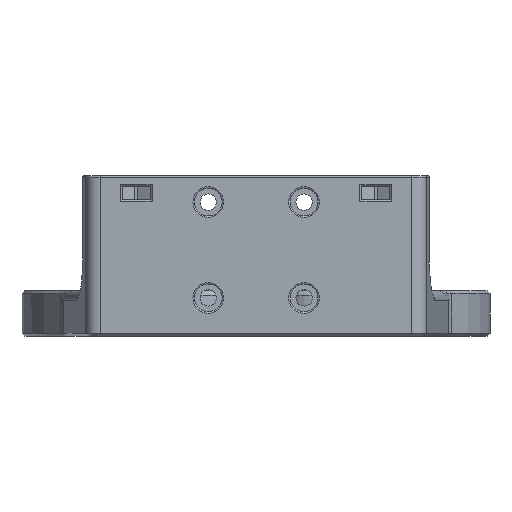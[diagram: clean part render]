
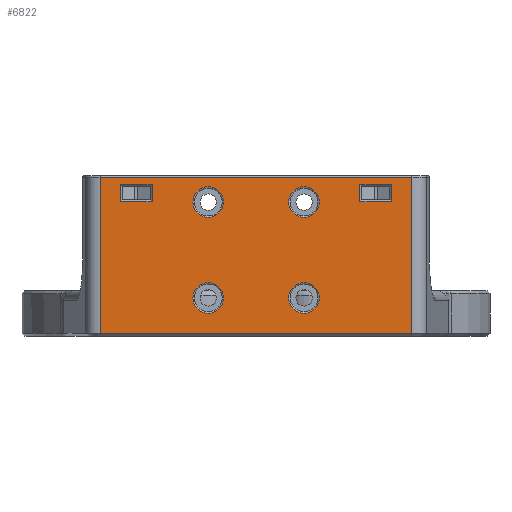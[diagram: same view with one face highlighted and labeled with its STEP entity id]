
A CAD part, front view. The second image highlights one B-rep face of the part: STEP entity #6822.
In plain terms, the highlighted planar face has unit normal (0, -1, 0).
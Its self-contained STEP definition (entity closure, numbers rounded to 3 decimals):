
#178=FACE_BOUND('',#981,.T.);
#179=FACE_BOUND('',#982,.T.);
#180=FACE_BOUND('',#983,.T.);
#181=FACE_BOUND('',#984,.T.);
#182=FACE_BOUND('',#985,.T.);
#183=FACE_BOUND('',#986,.T.);
#312=PLANE('',#7241);
#564=FACE_OUTER_BOUND('',#980,.T.);
#980=EDGE_LOOP('',(#5433,#5434,#5435,#5436));
#981=EDGE_LOOP('',(#5437,#5438,#5439,#5440));
#982=EDGE_LOOP('',(#5441));
#983=EDGE_LOOP('',(#5442));
#984=EDGE_LOOP('',(#5443));
#985=EDGE_LOOP('',(#5444));
#986=EDGE_LOOP('',(#5445,#5446,#5447,#5448));
#1241=CIRCLE('',#7242,3.2);
#1242=CIRCLE('',#7243,3.2);
#1243=CIRCLE('',#7244,3.2);
#1244=CIRCLE('',#7245,3.2);
#2068=LINE('',#12923,#2593);
#2071=LINE('',#12929,#2596);
#2074=LINE('',#12933,#2599);
#2075=LINE('',#12935,#2600);
#2076=LINE('',#12939,#2601);
#2077=LINE('',#12941,#2602);
#2078=LINE('',#12943,#2603);
#2079=LINE('',#12944,#2604);
#2080=LINE('',#12947,#2605);
#2081=LINE('',#12949,#2606);
#2082=LINE('',#12951,#2607);
#2083=LINE('',#12952,#2608);
#2593=VECTOR('',#8348,10.);
#2596=VECTOR('',#8353,10.);
#2599=VECTOR('',#8358,10.);
#2600=VECTOR('',#8361,10.);
#2601=VECTOR('',#8364,10.);
#2602=VECTOR('',#8365,10.);
#2603=VECTOR('',#8366,10.);
#2604=VECTOR('',#8367,10.);
#2605=VECTOR('',#8368,10.);
#2606=VECTOR('',#8369,10.);
#2607=VECTOR('',#8370,10.);
#2608=VECTOR('',#8371,10.);
#3192=VERTEX_POINT('',#12921);
#3193=VERTEX_POINT('',#12922);
#3194=VERTEX_POINT('',#12927);
#3195=VERTEX_POINT('',#12928);
#3196=VERTEX_POINT('',#12937);
#3197=VERTEX_POINT('',#12938);
#3198=VERTEX_POINT('',#12940);
#3199=VERTEX_POINT('',#12942);
#3200=VERTEX_POINT('',#12945);
#3201=VERTEX_POINT('',#12946);
#3202=VERTEX_POINT('',#12948);
#3203=VERTEX_POINT('',#12950);
#3204=VERTEX_POINT('',#12953);
#3205=VERTEX_POINT('',#12955);
#3206=VERTEX_POINT('',#12957);
#3207=VERTEX_POINT('',#12959);
#4040=EDGE_CURVE('',#3192,#3193,#2068,.T.);
#4043=EDGE_CURVE('',#3194,#3195,#2071,.T.);
#4046=EDGE_CURVE('',#3195,#3192,#2074,.T.);
#4047=EDGE_CURVE('',#3193,#3194,#2075,.T.);
#4048=EDGE_CURVE('',#3196,#3197,#2076,.T.);
#4049=EDGE_CURVE('',#3198,#3196,#2077,.T.);
#4050=EDGE_CURVE('',#3199,#3198,#2078,.T.);
#4051=EDGE_CURVE('',#3197,#3199,#2079,.T.);
#4052=EDGE_CURVE('',#3200,#3201,#2080,.T.);
#4053=EDGE_CURVE('',#3202,#3200,#2081,.T.);
#4054=EDGE_CURVE('',#3203,#3202,#2082,.T.);
#4055=EDGE_CURVE('',#3201,#3203,#2083,.T.);
#4056=EDGE_CURVE('',#3204,#3204,#1241,.T.);
#4057=EDGE_CURVE('',#3205,#3205,#1242,.T.);
#4058=EDGE_CURVE('',#3206,#3206,#1243,.T.);
#4059=EDGE_CURVE('',#3207,#3207,#1244,.T.);
#5433=ORIENTED_EDGE('',*,*,#4048,.F.);
#5434=ORIENTED_EDGE('',*,*,#4049,.F.);
#5435=ORIENTED_EDGE('',*,*,#4050,.F.);
#5436=ORIENTED_EDGE('',*,*,#4051,.F.);
#5437=ORIENTED_EDGE('',*,*,#4052,.F.);
#5438=ORIENTED_EDGE('',*,*,#4053,.F.);
#5439=ORIENTED_EDGE('',*,*,#4054,.F.);
#5440=ORIENTED_EDGE('',*,*,#4055,.F.);
#5441=ORIENTED_EDGE('',*,*,#4056,.F.);
#5442=ORIENTED_EDGE('',*,*,#4057,.F.);
#5443=ORIENTED_EDGE('',*,*,#4058,.F.);
#5444=ORIENTED_EDGE('',*,*,#4059,.F.);
#5445=ORIENTED_EDGE('',*,*,#4043,.F.);
#5446=ORIENTED_EDGE('',*,*,#4047,.F.);
#5447=ORIENTED_EDGE('',*,*,#4040,.F.);
#5448=ORIENTED_EDGE('',*,*,#4046,.F.);
#6822=ADVANCED_FACE('',(#564,#178,#179,#180,#181,#182,#183),#312,.T.);
#7241=AXIS2_PLACEMENT_3D('',#12936,#8362,#8363);
#7242=AXIS2_PLACEMENT_3D('',#12954,#8372,#8373);
#7243=AXIS2_PLACEMENT_3D('',#12956,#8374,#8375);
#7244=AXIS2_PLACEMENT_3D('',#12958,#8376,#8377);
#7245=AXIS2_PLACEMENT_3D('',#12960,#8378,#8379);
#8348=DIRECTION('',(0.,0.,-1.));
#8353=DIRECTION('',(0.,0.,1.));
#8358=DIRECTION('',(-1.,0.,0.));
#8361=DIRECTION('',(1.,0.,0.));
#8362=DIRECTION('center_axis',(0.,-1.,0.));
#8363=DIRECTION('ref_axis',(1.,0.,0.));
#8364=DIRECTION('',(-1.,0.,0.));
#8365=DIRECTION('',(0.,0.,-1.));
#8366=DIRECTION('',(1.,0.,0.));
#8367=DIRECTION('',(0.,0.,1.));
#8368=DIRECTION('',(-1.,0.,0.));
#8369=DIRECTION('',(0.,0.,1.));
#8370=DIRECTION('',(1.,0.,0.));
#8371=DIRECTION('',(0.,0.,-1.));
#8372=DIRECTION('center_axis',(0.,-1.,0.));
#8373=DIRECTION('ref_axis',(1.,0.,0.));
#8374=DIRECTION('center_axis',(0.,-1.,0.));
#8375=DIRECTION('ref_axis',(1.,0.,0.));
#8376=DIRECTION('center_axis',(0.,-1.,0.));
#8377=DIRECTION('ref_axis',(1.,0.,0.));
#8378=DIRECTION('center_axis',(0.,-1.,0.));
#8379=DIRECTION('ref_axis',(1.,0.,0.));
#12921=CARTESIAN_POINT('',(-28.325,-65.2,31.65));
#12922=CARTESIAN_POINT('',(-28.325,-65.2,28.1));
#12923=CARTESIAN_POINT('',(-28.325,-65.2,14.25));
#12927=CARTESIAN_POINT('',(-21.675,-65.2,28.1));
#12928=CARTESIAN_POINT('',(-21.675,-65.2,31.65));
#12929=CARTESIAN_POINT('',(-21.675,-65.2,15.625));
#12933=CARTESIAN_POINT('',(-34.063,-65.2,31.65));
#12935=CARTESIAN_POINT('',(-31.138,-65.2,28.1));
#12936=CARTESIAN_POINT('Origin',(-40.2,-65.2,0.));
#12937=CARTESIAN_POINT('',(32.547,-65.2,0.6));
#12938=CARTESIAN_POINT('',(-32.547,-65.2,0.6));
#12939=CARTESIAN_POINT('',(-20.1,-65.2,0.6));
#12940=CARTESIAN_POINT('',(32.547,-65.2,33.2));
#12941=CARTESIAN_POINT('',(32.547,-65.2,4.75));
#12942=CARTESIAN_POINT('',(-32.547,-65.2,33.2));
#12943=CARTESIAN_POINT('',(-20.1,-65.2,33.2));
#12944=CARTESIAN_POINT('',(-32.547,-65.2,4.75));
#12945=CARTESIAN_POINT('',(28.325,-65.2,31.65));
#12946=CARTESIAN_POINT('',(21.675,-65.2,31.65));
#12947=CARTESIAN_POINT('',(-9.063,-65.2,31.65));
#12948=CARTESIAN_POINT('',(28.325,-65.2,28.1));
#12949=CARTESIAN_POINT('',(28.325,-65.2,15.625));
#12950=CARTESIAN_POINT('',(21.675,-65.2,28.1));
#12951=CARTESIAN_POINT('',(-6.138,-65.2,28.1));
#12952=CARTESIAN_POINT('',(21.675,-65.2,14.25));
#12953=CARTESIAN_POINT('',(-9.968,-65.2,4.8));
#12954=CARTESIAN_POINT('Origin',(-9.968,-65.2,8.));
#12955=CARTESIAN_POINT('',(10.032,-65.2,24.8));
#12956=CARTESIAN_POINT('Origin',(10.032,-65.2,28.));
#12957=CARTESIAN_POINT('',(-9.968,-65.2,24.8));
#12958=CARTESIAN_POINT('Origin',(-9.968,-65.2,28.));
#12959=CARTESIAN_POINT('',(10.032,-65.2,4.8));
#12960=CARTESIAN_POINT('Origin',(10.032,-65.2,8.));
